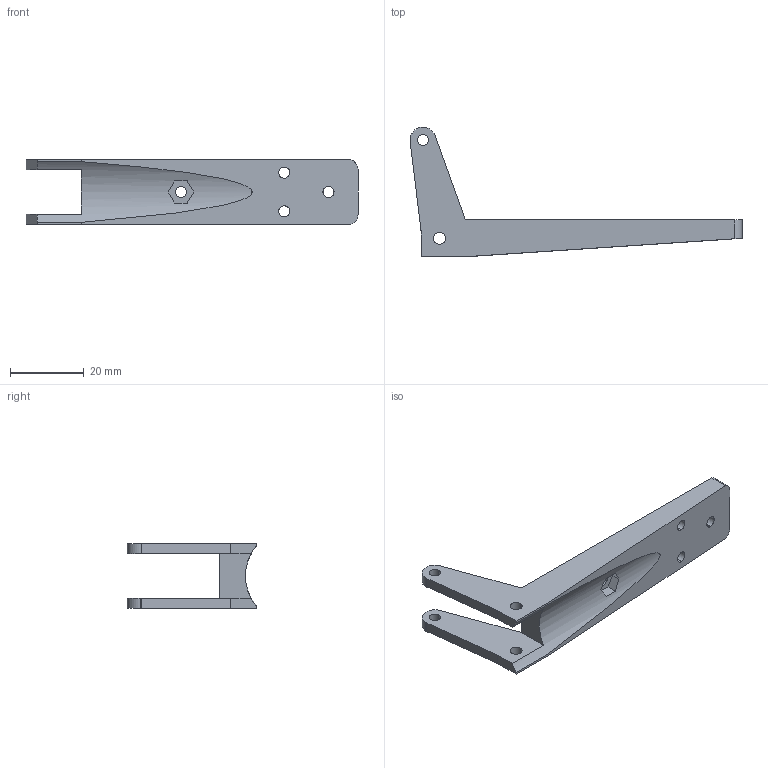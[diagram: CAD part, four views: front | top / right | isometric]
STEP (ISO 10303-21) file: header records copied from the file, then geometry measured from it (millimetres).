
FILE_DESCRIPTION (( 'STEP AP214' ), '1' );
FILE_NAME ('x3_3dp_femur-fix.STEP', '2021-05-04T08:53:04', ( '' ), ( '' ), 'SwSTEP 2.0', 'SolidWorks 2016', '' );
FILE_SCHEMA (( 'AUTOMOTIVE_DESIGN' ));
Length unit declared in the file: millimetre
Products named in the file (1): x3_3dp_femur-fix
Bounding box: 90 x 35.12 x 17.6 mm (x, y, z)
Volume: 10834.5 mm3; surface area: 6028.6 mm2
Topology: 1 solids, 1 shells, 45 faces, 124 edges, 82 vertices
Faces by surface type: plane 23, cylinder 22
Entity records: 1505 total; most frequent: CARTESIAN_POINT 291, ORIENTED_EDGE 248, DIRECTION 240, EDGE_CURVE 124, AXIS2_PLACEMENT_3D 83, VERTEX_POINT 82, VECTOR 74, LINE 74
